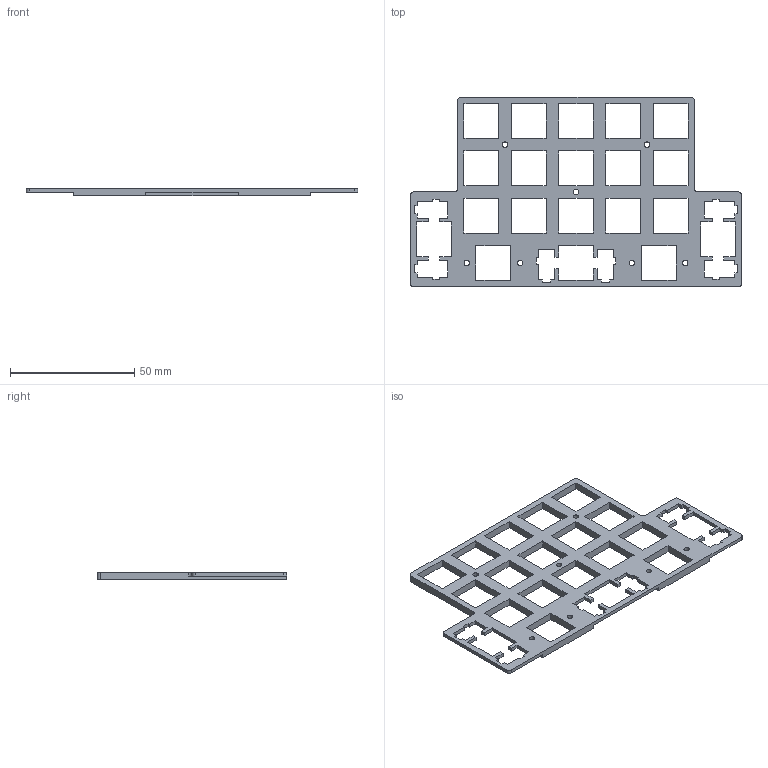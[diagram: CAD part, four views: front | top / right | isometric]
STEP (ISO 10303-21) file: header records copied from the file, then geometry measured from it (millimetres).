
FILE_DESCRIPTION(('HOOPS Exchange Step'),'2;1');
FILE_NAME('temp_export','2023-06-10T18:50:33-04:00',('jscotto'),('Shapr3D Limited'),'HOOPS Exchange 2022.2','Shapr3D','Authorized');
FILE_SCHEMA( ('AUTOMOTIVE_DESIGN { 1 0 10303 214 1 1 1 1 }') );
Length unit declared in the file: millimetre
Products named in the file (1): Plate
Bounding box: 133.35 x 76.2 x 3 mm (x, y, z)
Volume: 11063.3 mm3; surface area: 13137.4 mm2
Topology: 1 solids, 1 shells, 207 faces, 625 edges, 420 vertices
Faces by surface type: plane 192, cylinder 15
Full cylindrical faces by diameter (mm): 2.2 x7
Entity records: 7051 total; most frequent: CARTESIAN_POINT 1253, ORIENTED_EDGE 1250, DIRECTION 1081, EDGE_CURVE 625, VECTOR 585, LINE 585, VERTEX_POINT 420, EDGE_LOOP 261
